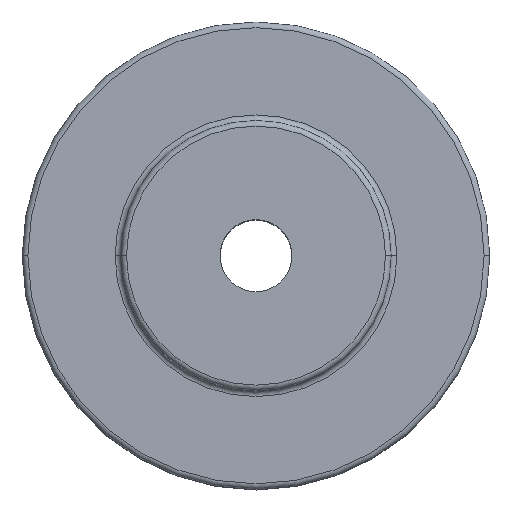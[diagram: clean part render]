
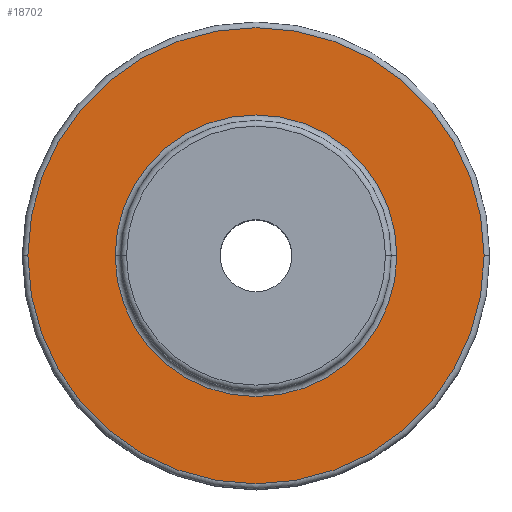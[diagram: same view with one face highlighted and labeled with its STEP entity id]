
A CAD part, top view. The second image highlights one B-rep face of the part: STEP entity #18702.
In plain terms, the highlighted planar face has unit normal (0, 0, 1).
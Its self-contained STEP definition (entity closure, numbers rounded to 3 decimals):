
#13777=CARTESIAN_POINT('',(0.,0.,15.));
#13778=DIRECTION('',(0.,0.,-1.));
#13779=DIRECTION('',(-1.,0.,0.));
#13780=AXIS2_PLACEMENT_3D('',#13777,#13778,#13779);
#13782=CARTESIAN_POINT('',(0.,0.,15.));
#13783=DIRECTION('',(0.,0.,-1.));
#13784=DIRECTION('',(1.,0.,0.));
#13785=AXIS2_PLACEMENT_3D('',#13782,#13783,#13784);
#13787=CARTESIAN_POINT('',(0.,0.,15.));
#13788=DIRECTION('',(0.,0.,1.));
#13789=DIRECTION('',(-1.,0.,0.));
#13790=AXIS2_PLACEMENT_3D('',#13787,#13788,#13789);
#13792=CARTESIAN_POINT('',(0.,0.,15.));
#13793=DIRECTION('',(0.,0.,1.));
#13794=DIRECTION('',(1.,0.,0.));
#13795=AXIS2_PLACEMENT_3D('',#13792,#13793,#13794);
#17792=CARTESIAN_POINT('',(-40.25,0.,15.));
#17793=CARTESIAN_POINT('',(40.25,0.,15.));
#17794=VERTEX_POINT('',#17792);
#17795=VERTEX_POINT('',#17793);
#17796=CARTESIAN_POINT('',(-24.85,0.,15.));
#17797=CARTESIAN_POINT('',(24.85,0.,15.));
#17798=VERTEX_POINT('',#17796);
#17799=VERTEX_POINT('',#17797);
#18687=CARTESIAN_POINT('',(0.,0.,15.));
#18688=DIRECTION('',(0.,0.,1.));
#18689=DIRECTION('',(1.,0.,0.));
#18690=AXIS2_PLACEMENT_3D('',#18687,#18688,#18689);
#18691=PLANE('',#18690);
#18693=ORIENTED_EDGE('',*,*,#18692,.T.);
#18695=ORIENTED_EDGE('',*,*,#18694,.T.);
#18696=EDGE_LOOP('',(#18693,#18695));
#18697=FACE_OUTER_BOUND('',#18696,.F.);
#18698=ORIENTED_EDGE('',*,*,#18667,.T.);
#18699=ORIENTED_EDGE('',*,*,#18680,.T.);
#18700=EDGE_LOOP('',(#18698,#18699));
#18701=FACE_BOUND('',#18700,.F.);
#18702=ADVANCED_FACE('',(#18697,#18701),#18691,.T.);
#13781=CIRCLE('',#13780,40.25);
#13786=CIRCLE('',#13785,40.25);
#13791=CIRCLE('',#13790,24.85);
#13796=CIRCLE('',#13795,24.85);
#18667=EDGE_CURVE('',#17798,#17799,#13791,.T.);
#18680=EDGE_CURVE('',#17799,#17798,#13796,.T.);
#18692=EDGE_CURVE('',#17794,#17795,#13781,.T.);
#18694=EDGE_CURVE('',#17795,#17794,#13786,.T.);
